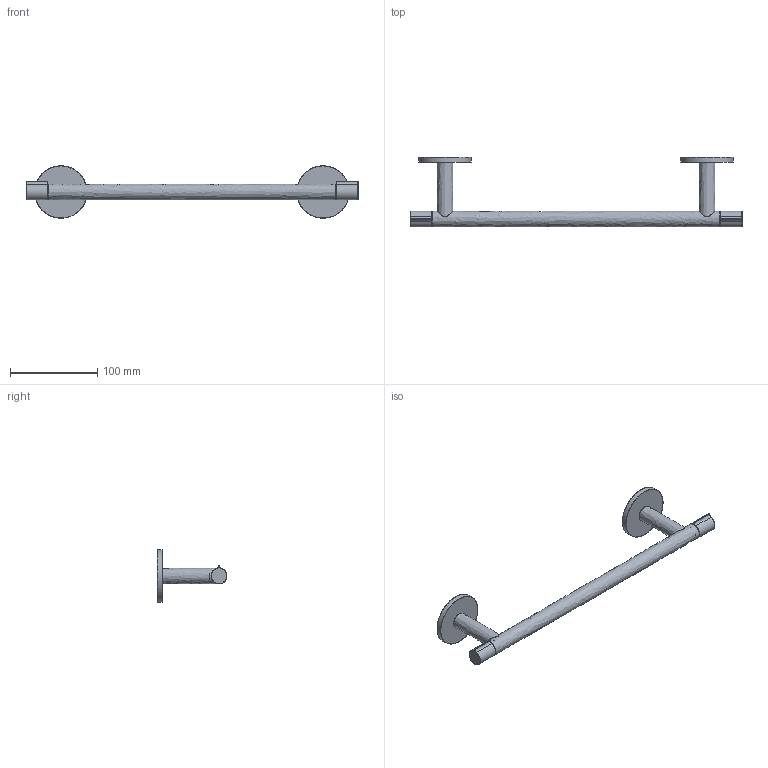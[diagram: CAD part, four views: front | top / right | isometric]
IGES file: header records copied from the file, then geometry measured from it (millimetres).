
Start section: C
Global section: file name: GTA06-00.igs; native system: By Siemens PLM Incorporated; preprocessor: XPlus GENERIC/IGES 27.1.215; author: Author; organization: Title; date: 20260219.103147; units: millimetre
Bounding box: 380 x 80 x 59.97 mm (x, y, z)
Volume: 71206.6 mm3; surface area: 67079 mm2
Topology: 11 solids, 11 shells, 242 faces, 584 edges, 372 vertices
Faces by surface type: bspline 242
